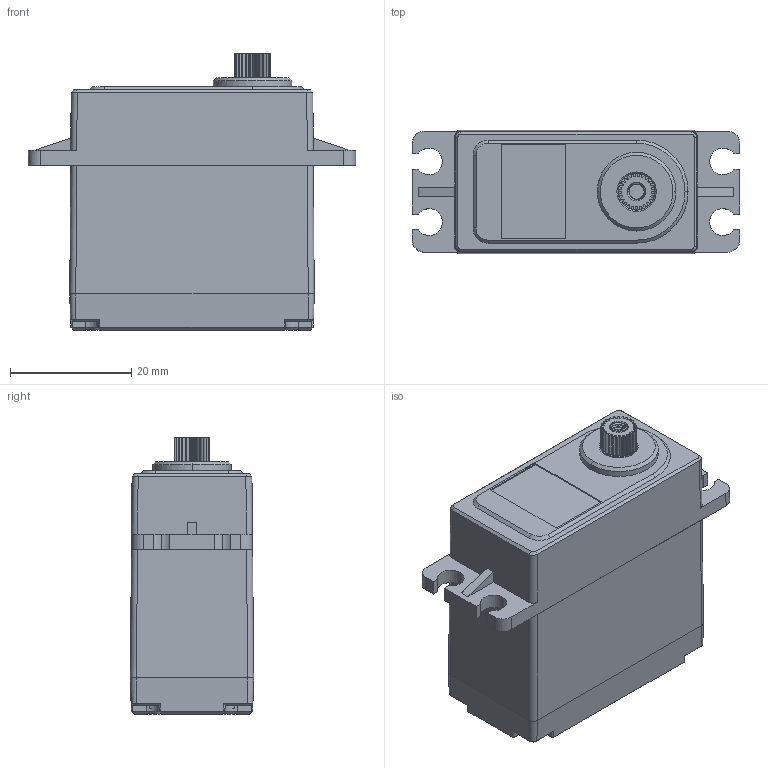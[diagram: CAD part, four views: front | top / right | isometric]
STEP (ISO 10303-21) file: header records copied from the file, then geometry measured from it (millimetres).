
FILE_DESCRIPTION (( 'STEP AP203' ), '1' );
FILE_NAME ('标准舵机外形3D.step_默认_sldprt.STEP', '2022-11-06T09:14:35', ( '' ), ( '' ), 'SwSTEP 2.0', 'SolidWorks 2021', '' );
FILE_SCHEMA (( 'CONFIG_CONTROL_DESIGN' ));
Length unit declared in the file: millimetre
Products named in the file (1): 标准舵机外形3D.step_默认_sldprt
Bounding box: 54.05 x 20.37 x 45.65 mm (x, y, z)
Volume: 12805.1 mm3; surface area: 16694.1 mm2
Topology: 4 solids, 4 shells, 578 faces, 1585 edges, 1042 vertices
Faces by surface type: plane 236, cone 153, cylinder 108, bspline 81
Entity records: 22057 total; most frequent: CARTESIAN_POINT 7749, ORIENTED_EDGE 3170, DIRECTION 2684, EDGE_CURVE 1585, VERTEX_POINT 1042, AXIS2_PLACEMENT_3D 909, LINE 866, VECTOR 866
